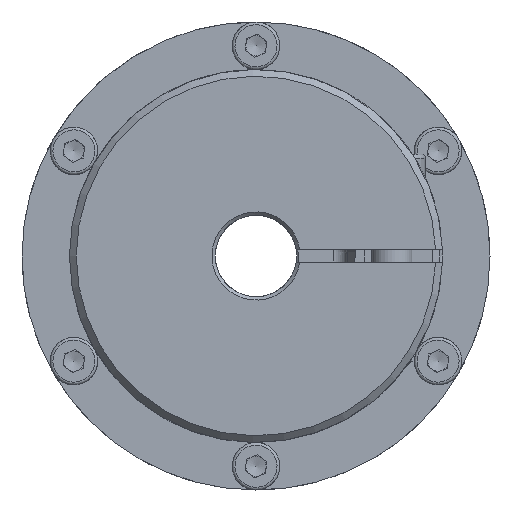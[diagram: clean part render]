
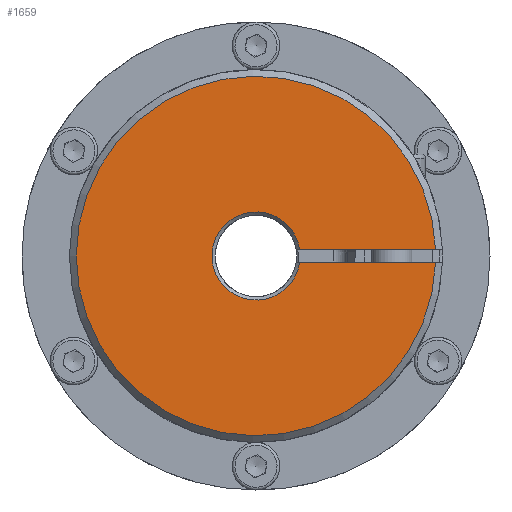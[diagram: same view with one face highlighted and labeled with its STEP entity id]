
A CAD part, left-side view. The second image highlights one B-rep face of the part: STEP entity #1659.
In plain terms, the highlighted planar face has unit normal (-1, 0, 0).
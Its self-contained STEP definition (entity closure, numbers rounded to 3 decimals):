
#1659 = ADVANCED_FACE( '', ( #3576 ), #3577, .F. );
#3576 = FACE_OUTER_BOUND( '', #5604, .T. );
#3577 = PLANE( '', #5605 );
#5604 = EDGE_LOOP( '', ( #10447, #10448, #10449, #10450 ) );
#5605 = AXIS2_PLACEMENT_3D( '', #10451, #10452, #10453 );
#10447 = ORIENTED_EDGE( '', *, *, #12589, .F. );
#10448 = ORIENTED_EDGE( '', *, *, #12028, .T. );
#10449 = ORIENTED_EDGE( '', *, *, #13014, .F. );
#10450 = ORIENTED_EDGE( '', *, *, #12806, .T. );
#10451 = CARTESIAN_POINT( '', ( -50.5, 10.141, 24.483 ) );
#10452 = DIRECTION( '', ( 1., 0., 0. ) );
#10453 = DIRECTION( '', ( 0., 1., 0. ) );
#12028 = EDGE_CURVE( '', #14673, #14670, #14674, .T. );
#12589 = EDGE_CURVE( '', #14673, #15468, #15469, .T. );
#12806 = EDGE_CURVE( '', #15739, #15468, #15741, .T. );
#13014 = EDGE_CURVE( '', #15739, #14670, #15976, .T. );
#14670 = VERTEX_POINT( '', #19185 );
#14673 = VERTEX_POINT( '', #19188 );
#14674 = CIRCLE( '', #19189, 6.5 );
#15468 = VERTEX_POINT( '', #20856 );
#15469 = LINE( '', #20857, #20858 );
#15739 = VERTEX_POINT( '', #21403 );
#15741 = CIRCLE( '', #21406, 26.5 );
#15976 = LINE( '', #21813, #21814 );
#19185 = CARTESIAN_POINT( '', ( -50.5, -6.423, 1. ) );
#19188 = CARTESIAN_POINT( '', ( -50.5, -6.423, -1. ) );
#19189 = AXIS2_PLACEMENT_3D( '', #23357, #23358, #23359 );
#20856 = CARTESIAN_POINT( '', ( -50.5, -26.481, -1. ) );
#20857 = CARTESIAN_POINT( '', ( -50.5, 10.141, -1. ) );
#20858 = VECTOR( '', #24052, 1000. );
#21403 = CARTESIAN_POINT( '', ( -50.5, -26.481, 1. ) );
#21406 = AXIS2_PLACEMENT_3D( '', #24281, #24282, #24283 );
#21813 = CARTESIAN_POINT( '', ( -50.5, 10.141, 1. ) );
#21814 = VECTOR( '', #24474, 1000. );
#23357 = CARTESIAN_POINT( '', ( -50.5, 0., 0. ) );
#23358 = DIRECTION( '', ( 1., 0., 0. ) );
#23359 = DIRECTION( '', ( 0., 0., -1. ) );
#24052 = DIRECTION( '', ( 0., -1., 0. ) );
#24281 = CARTESIAN_POINT( '', ( -50.5, 0., 0. ) );
#24282 = DIRECTION( '', ( -1., 0., 0. ) );
#24283 = DIRECTION( '', ( 0., 0.383, 0.924 ) );
#24474 = DIRECTION( '', ( 0., 1., 0. ) );
